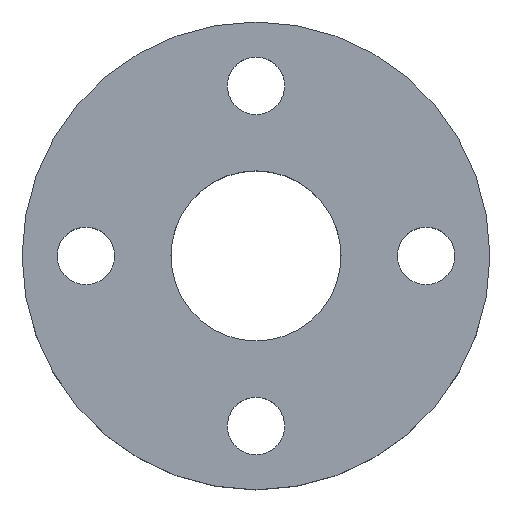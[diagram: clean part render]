
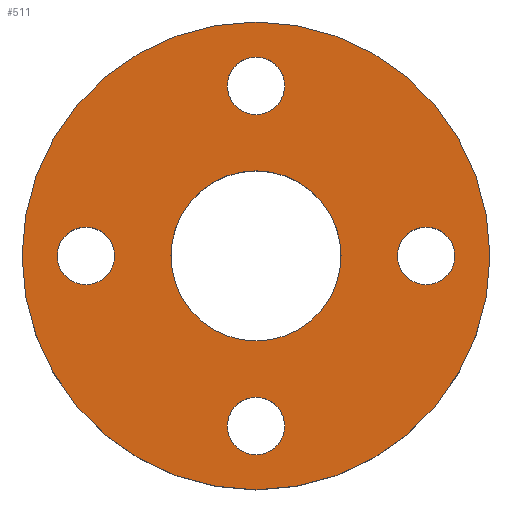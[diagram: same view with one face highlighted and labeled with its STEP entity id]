
A CAD part, top view. The second image highlights one B-rep face of the part: STEP entity #511.
In plain terms, the highlighted planar face has unit normal (0, 0, 1).
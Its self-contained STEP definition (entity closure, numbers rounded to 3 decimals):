
#6 = EDGE_CURVE ( 'NONE', #322, #55, #223, .T. ) ;
#25 = PLANE ( 'NONE',  #455 ) ;
#27 = DIRECTION ( 'NONE',  ( 1., 0., 0. ) ) ;
#34 = CARTESIAN_POINT ( 'NONE',  ( 1.353, -8., 2.5 ) ) ;
#40 = ORIENTED_EDGE ( 'NONE', *, *, #6, .T. ) ;
#45 = CARTESIAN_POINT ( 'NONE',  ( 0., 8., 2.5 ) ) ;
#55 = VERTEX_POINT ( 'NONE', #492 ) ;
#62 = AXIS2_PLACEMENT_3D ( 'NONE', #204, #502, #209 ) ;
#64 = CIRCLE ( 'NONE', #558, 1.353 ) ;
#67 = CARTESIAN_POINT ( 'NONE',  ( 8., 0., 2.5 ) ) ;
#76 = AXIS2_PLACEMENT_3D ( 'NONE', #539, #593, #252 ) ;
#78 = AXIS2_PLACEMENT_3D ( 'NONE', #390, #101, #155 ) ;
#85 = CARTESIAN_POINT ( 'NONE',  ( 4., 0., 2.5 ) ) ;
#91 = DIRECTION ( 'NONE',  ( 1., 0., 0. ) ) ;
#99 = DIRECTION ( 'NONE',  ( 0., 0., 1. ) ) ;
#101 = DIRECTION ( 'NONE',  ( 0., 0., 1. ) ) ;
#104 = DIRECTION ( 'NONE',  ( 0., 0., 1. ) ) ;
#106 = EDGE_LOOP ( 'NONE', ( #264, #182 ) ) ;
#113 = ORIENTED_EDGE ( 'NONE', *, *, #260, .F. ) ;
#116 = ORIENTED_EDGE ( 'NONE', *, *, #577, .F. ) ;
#124 = EDGE_LOOP ( 'NONE', ( #536, #491 ) ) ;
#130 = EDGE_CURVE ( 'NONE', #180, #391, #561, .T. ) ;
#132 = FACE_BOUND ( 'NONE', #407, .T. ) ;
#133 = AXIS2_PLACEMENT_3D ( 'NONE', #376, #99, #91 ) ;
#142 = CARTESIAN_POINT ( 'NONE',  ( 0., -8., 2.5 ) ) ;
#155 = DIRECTION ( 'NONE',  ( 1., 0., 0. ) ) ;
#167 = CARTESIAN_POINT ( 'NONE',  ( 0., 0., 2.5 ) ) ;
#180 = VERTEX_POINT ( 'NONE', #254 ) ;
#182 = ORIENTED_EDGE ( 'NONE', *, *, #590, .F. ) ;
#191 = EDGE_LOOP ( 'NONE', ( #203, #40 ) ) ;
#194 = EDGE_CURVE ( 'NONE', #337, #431, #480, .T. ) ;
#198 = ORIENTED_EDGE ( 'NONE', *, *, #194, .F. ) ;
#201 = CIRCLE ( 'NONE', #133, 1.353 ) ;
#203 = ORIENTED_EDGE ( 'NONE', *, *, #251, .T. ) ;
#204 = CARTESIAN_POINT ( 'NONE',  ( 0., 0., 2.5 ) ) ;
#209 = DIRECTION ( 'NONE',  ( 1., 0., 0. ) ) ;
#210 = CARTESIAN_POINT ( 'NONE',  ( -1.353, -8., 2.5 ) ) ;
#212 = DIRECTION ( 'NONE',  ( 0., 0., 1. ) ) ;
#216 = AXIS2_PLACEMENT_3D ( 'NONE', #309, #302, #441 ) ;
#223 = CIRCLE ( 'NONE', #78, 11. ) ;
#224 = FACE_BOUND ( 'NONE', #228, .T. ) ;
#225 = ORIENTED_EDGE ( 'NONE', *, *, #538, .F. ) ;
#226 = VERTEX_POINT ( 'NONE', #387 ) ;
#228 = EDGE_LOOP ( 'NONE', ( #321, #198 ) ) ;
#232 = DIRECTION ( 'NONE',  ( 0., 0., 1. ) ) ;
#251 = EDGE_CURVE ( 'NONE', #55, #322, #614, .T. ) ;
#252 = DIRECTION ( 'NONE',  ( 1., 0., 0. ) ) ;
#253 = DIRECTION ( 'NONE',  ( 0., 0., 1. ) ) ;
#254 = CARTESIAN_POINT ( 'NONE',  ( 6.647, 0., 2.5 ) ) ;
#255 = CARTESIAN_POINT ( 'NONE',  ( 0., 0., 2.5 ) ) ;
#260 = EDGE_CURVE ( 'NONE', #226, #432, #366, .T. ) ;
#261 = CARTESIAN_POINT ( 'NONE',  ( -1.353, 8., 2.5 ) ) ;
#264 = ORIENTED_EDGE ( 'NONE', *, *, #617, .F. ) ;
#271 = AXIS2_PLACEMENT_3D ( 'NONE', #67, #498, #545 ) ;
#276 = VERTEX_POINT ( 'NONE', #34 ) ;
#291 = CIRCLE ( 'NONE', #489, 1.353 ) ;
#292 = DIRECTION ( 'NONE',  ( 1., 0., 0. ) ) ;
#302 = DIRECTION ( 'NONE',  ( 0., 0., 1. ) ) ;
#309 = CARTESIAN_POINT ( 'NONE',  ( 0., 0., 2.5 ) ) ;
#321 = ORIENTED_EDGE ( 'NONE', *, *, #624, .F. ) ;
#322 = VERTEX_POINT ( 'NONE', #476 ) ;
#323 = VERTEX_POINT ( 'NONE', #425 ) ;
#335 = CARTESIAN_POINT ( 'NONE',  ( -9.353, 0., 2.5 ) ) ;
#337 = VERTEX_POINT ( 'NONE', #85 ) ;
#338 = DIRECTION ( 'NONE',  ( 0., 0., 1. ) ) ;
#345 = CIRCLE ( 'NONE', #271, 1.353 ) ;
#353 = CIRCLE ( 'NONE', #430, 4. ) ;
#366 = CIRCLE ( 'NONE', #76, 1.353 ) ;
#376 = CARTESIAN_POINT ( 'NONE',  ( 0., -8., 2.5 ) ) ;
#384 = DIRECTION ( 'NONE',  ( 1., 0., 0. ) ) ;
#386 = DIRECTION ( 'NONE',  ( 0., 0., 1. ) ) ;
#387 = CARTESIAN_POINT ( 'NONE',  ( 1.353, 8., 2.5 ) ) ;
#388 = VERTEX_POINT ( 'NONE', #210 ) ;
#390 = CARTESIAN_POINT ( 'NONE',  ( 0., 0., 2.5 ) ) ;
#391 = VERTEX_POINT ( 'NONE', #445 ) ;
#403 = AXIS2_PLACEMENT_3D ( 'NONE', #45, #232, #292 ) ;
#407 = EDGE_LOOP ( 'NONE', ( #113, #611 ) ) ;
#416 = AXIS2_PLACEMENT_3D ( 'NONE', #429, #104, #437 ) ;
#425 = CARTESIAN_POINT ( 'NONE',  ( -6.647, 0., 2.5 ) ) ;
#429 = CARTESIAN_POINT ( 'NONE',  ( 8., 0., 2.5 ) ) ;
#430 = AXIS2_PLACEMENT_3D ( 'NONE', #255, #253, #540 ) ;
#431 = VERTEX_POINT ( 'NONE', #446 ) ;
#432 = VERTEX_POINT ( 'NONE', #261 ) ;
#433 = FACE_BOUND ( 'NONE', #613, .T. ) ;
#437 = DIRECTION ( 'NONE',  ( 1., 0., 0. ) ) ;
#441 = DIRECTION ( 'NONE',  ( 1., 0., 0. ) ) ;
#445 = CARTESIAN_POINT ( 'NONE',  ( 9.353, 0., 2.5 ) ) ;
#446 = CARTESIAN_POINT ( 'NONE',  ( -4., 0., 2.5 ) ) ;
#455 = AXIS2_PLACEMENT_3D ( 'NONE', #167, #212, #27 ) ;
#460 = CIRCLE ( 'NONE', #403, 1.353 ) ;
#465 = FACE_BOUND ( 'NONE', #106, .T. ) ;
#476 = CARTESIAN_POINT ( 'NONE',  ( 11., 0., 2.5 ) ) ;
#477 = EDGE_CURVE ( 'NONE', #391, #180, #345, .T. ) ;
#480 = CIRCLE ( 'NONE', #216, 4. ) ;
#489 = AXIS2_PLACEMENT_3D ( 'NONE', #524, #575, #630 ) ;
#491 = ORIENTED_EDGE ( 'NONE', *, *, #130, .F. ) ;
#492 = CARTESIAN_POINT ( 'NONE',  ( -11., 0., 2.5 ) ) ;
#498 = DIRECTION ( 'NONE',  ( 0., 0., 1. ) ) ;
#502 = DIRECTION ( 'NONE',  ( 0., 0., 1. ) ) ;
#511 = ADVANCED_FACE ( 'NONE', ( #433, #465, #587, #132, #598, #224 ), #25, .T. ) ;
#521 = CARTESIAN_POINT ( 'NONE',  ( -8., 0., 2.5 ) ) ;
#524 = CARTESIAN_POINT ( 'NONE',  ( -8., 0., 2.5 ) ) ;
#534 = VERTEX_POINT ( 'NONE', #335 ) ;
#536 = ORIENTED_EDGE ( 'NONE', *, *, #477, .F. ) ;
#538 = EDGE_CURVE ( 'NONE', #534, #323, #64, .T. ) ;
#539 = CARTESIAN_POINT ( 'NONE',  ( 0., 8., 2.5 ) ) ;
#540 = DIRECTION ( 'NONE',  ( 1., 0., 0. ) ) ;
#545 = DIRECTION ( 'NONE',  ( 1., 0., 0. ) ) ;
#557 = CIRCLE ( 'NONE', #592, 1.353 ) ;
#558 = AXIS2_PLACEMENT_3D ( 'NONE', #521, #338, #384 ) ;
#561 = CIRCLE ( 'NONE', #416, 1.353 ) ;
#564 = EDGE_CURVE ( 'NONE', #432, #226, #460, .T. ) ;
#573 = DIRECTION ( 'NONE',  ( 1., 0., 0. ) ) ;
#575 = DIRECTION ( 'NONE',  ( 0., 0., 1. ) ) ;
#577 = EDGE_CURVE ( 'NONE', #323, #534, #291, .T. ) ;
#587 = FACE_BOUND ( 'NONE', #124, .T. ) ;
#590 = EDGE_CURVE ( 'NONE', #388, #276, #201, .T. ) ;
#592 = AXIS2_PLACEMENT_3D ( 'NONE', #142, #386, #573 ) ;
#593 = DIRECTION ( 'NONE',  ( 0., 0., 1. ) ) ;
#598 = FACE_OUTER_BOUND ( 'NONE', #191, .T. ) ;
#611 = ORIENTED_EDGE ( 'NONE', *, *, #564, .F. ) ;
#613 = EDGE_LOOP ( 'NONE', ( #116, #225 ) ) ;
#614 = CIRCLE ( 'NONE', #62, 11. ) ;
#617 = EDGE_CURVE ( 'NONE', #276, #388, #557, .T. ) ;
#624 = EDGE_CURVE ( 'NONE', #431, #337, #353, .T. ) ;
#630 = DIRECTION ( 'NONE',  ( 1., 0., 0. ) ) ;
